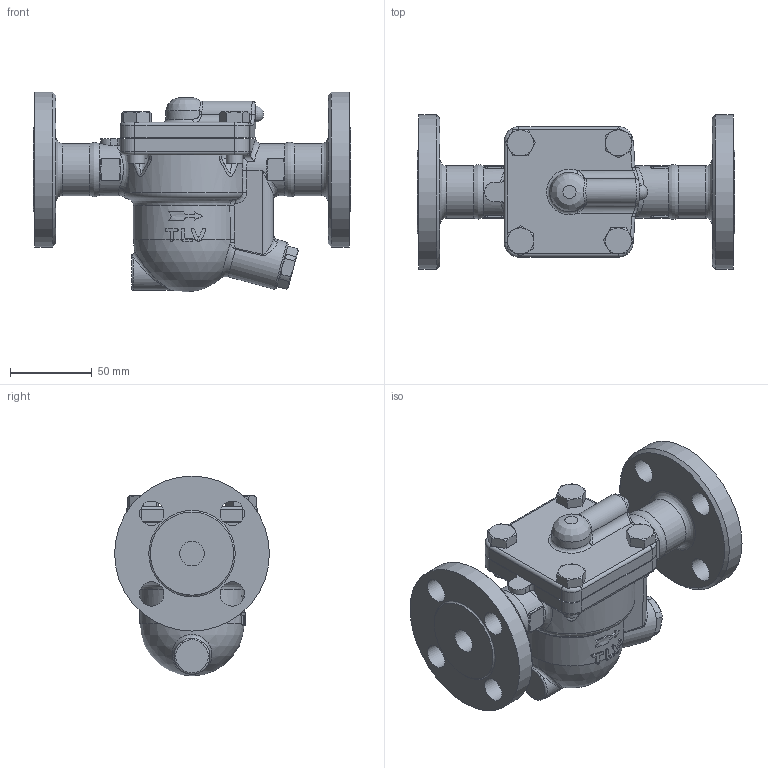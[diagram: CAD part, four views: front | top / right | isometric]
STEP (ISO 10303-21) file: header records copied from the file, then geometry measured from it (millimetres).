
FILE_DESCRIPTION((''),'2;1');
FILE_NAME('j3sx0-015-jis20-00.stp','2010-10-01T11:09:59',('nakaot'),(''),'Autodesk Inventor 2008','Autodesk Inventor 2008','');
FILE_SCHEMA(('AUTOMOTIVE_DESIGN { 1 0 10303 214 1 1 1 1 }'));
Length unit declared in the file: millimetre
Products named in the file (1): j3sx0-015-jis20-00
Bounding box: 195 x 95 x 122.5 mm (x, y, z)
Volume: 701386.1 mm3; surface area: 96594 mm2
Topology: 1 solids, 1 shells, 411 faces, 1044 edges, 640 vertices
Faces by surface type: cylinder 126, plane 108, bspline 96, cone 47, torus 29, sphere 5
Full cylindrical faces by diameter (mm): 10 x8, 15 x5, 30 x1, 32 x2, 56.5 x1, 95 x1
Entity records: 21320 total; most frequent: CARTESIAN_POINT 12360, ORIENTED_EDGE 1954, DIRECTION 1693, EDGE_CURVE 977, AXIS2_PLACEMENT_3D 705, VERTEX_POINT 629, EDGE_LOOP 496, FACE_OUTER_BOUND 411
